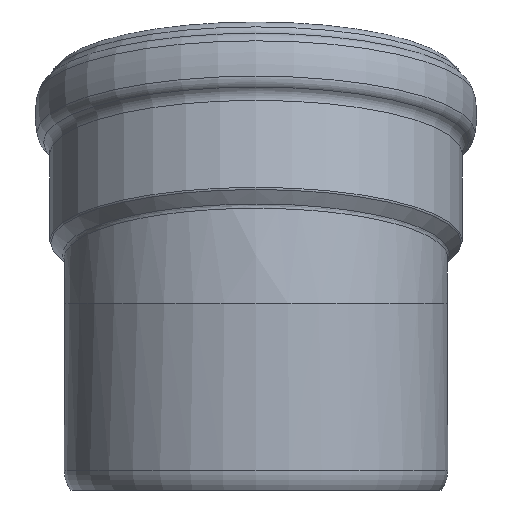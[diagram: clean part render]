
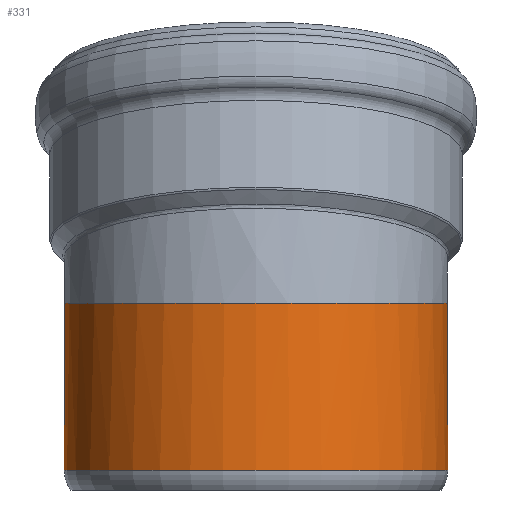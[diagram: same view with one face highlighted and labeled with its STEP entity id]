
A CAD part, left-side view. The second image highlights one B-rep face of the part: STEP entity #331.
In plain terms, the highlighted cylindrical face has radius 67.65 mm (diameter 135.3 mm), a full revolution.
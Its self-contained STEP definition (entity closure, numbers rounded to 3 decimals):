
#22=CYLINDRICAL_SURFACE('',#366,67.65);
#29=B_SPLINE_CURVE_WITH_KNOTS('',3,(#584,#585,#586,#587,#588,#589,#590,
#591),.UNSPECIFIED.,.F.,.F.,(4,1,1,1,1,4),(-49.777,-47.912,
-46.047,-45.115,-44.183,-43.25),
 .UNSPECIFIED.);
#36=FACE_BOUND('',#98,.T.);
#65=FACE_OUTER_BOUND('',#97,.T.);
#97=EDGE_LOOP('',(#255));
#98=EDGE_LOOP('',(#256,#257));
#152=CIRCLE('',#363,67.65);
#155=CIRCLE('',#367,67.65);
#182=VERTEX_POINT('',#538);
#184=VERTEX_POINT('',#581);
#185=VERTEX_POINT('',#583);
#212=EDGE_CURVE('',#182,#182,#152,.T.);
#214=EDGE_CURVE('',#184,#185,#29,.T.);
#219=EDGE_CURVE('',#185,#184,#155,.T.);
#255=ORIENTED_EDGE('',*,*,#212,.T.);
#256=ORIENTED_EDGE('',*,*,#214,.F.);
#257=ORIENTED_EDGE('',*,*,#219,.F.);
#331=ADVANCED_FACE('',(#65,#36),#22,.T.);
#363=AXIS2_PLACEMENT_3D('',#539,#424,#425);
#366=AXIS2_PLACEMENT_3D('',#903,#430,#431);
#367=AXIS2_PLACEMENT_3D('',#904,#432,#433);
#424=DIRECTION('center_axis',(0.,0.,1.));
#425=DIRECTION('ref_axis',(-1.,0.,0.));
#430=DIRECTION('center_axis',(0.,0.,1.));
#431=DIRECTION('ref_axis',(-1.,0.,0.));
#432=DIRECTION('center_axis',(0.,0.,1.));
#433=DIRECTION('ref_axis',(-1.,0.,0.));
#538=CARTESIAN_POINT('',(-67.65,0.,7.));
#539=CARTESIAN_POINT('Origin',(0.,0.,7.));
#581=CARTESIAN_POINT('',(60.308,-30.651,65.791));
#583=CARTESIAN_POINT('',(60.308,30.651,65.791));
#584=CARTESIAN_POINT('Ctrl Pts',(60.308,-30.651,65.791));
#585=CARTESIAN_POINT('Ctrl Pts',(63.028,-25.298,65.115));
#586=CARTESIAN_POINT('Ctrl Pts',(67.094,-13.673,64.119));
#587=CARTESIAN_POINT('Ctrl Pts',(68.111,1.531,63.872));
#588=CARTESIAN_POINT('Ctrl Pts',(66.464,13.676,64.274));
#589=CARTESIAN_POINT('Ctrl Pts',(64.046,22.395,64.866));
#590=CARTESIAN_POINT('Ctrl Pts',(61.671,27.969,65.452));
#591=CARTESIAN_POINT('Ctrl Pts',(60.308,30.651,65.791));
#903=CARTESIAN_POINT('Origin',(0.,0.,0.));
#904=CARTESIAN_POINT('Origin',(0.,0.,65.791));
